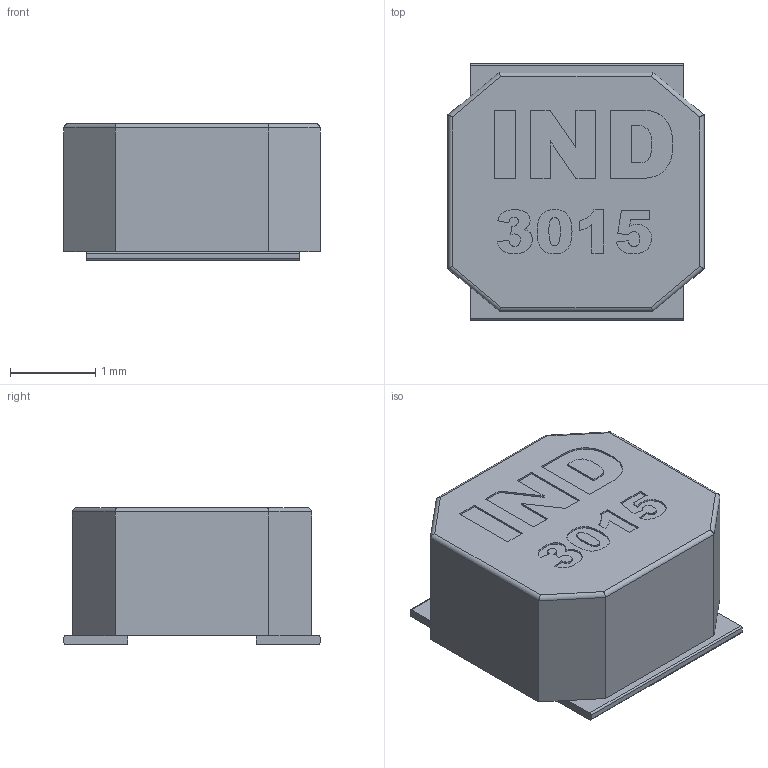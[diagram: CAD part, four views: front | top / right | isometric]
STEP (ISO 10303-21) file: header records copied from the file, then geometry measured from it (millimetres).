
FILE_DESCRIPTION(/* description */ (''),/* implementation_level */ '2;1');
FILE_NAME(/* name */ '3015电感.step',/* time_stamp */ '2022-05-27T10:54:00+08:00',/* author */ (''),/* organization */ (''),/* preprocessor_version */ 'ST-DEVELOPER v19',/* originating_system */ 'Autodesk Translation Framework v11.7.0.108',/* authorisation */ '');
FILE_SCHEMA (('AUTOMOTIVE_DESIGN { 1 0 10303 214 3 1 1 }'));
Length unit declared in the file: millimetre
Products named in the file (1): 3015电感
Bounding box: 3 x 3 x 1.6 mm (x, y, z)
Volume: 12 mm3; surface area: 40 mm2
Topology: 3 solids, 3 shells, 165 faces, 442 edges, 292 vertices
Faces by surface type: bspline 87, plane 66, cylinder 12
Entity records: 5977 total; most frequent: CARTESIAN_POINT 2379, ORIENTED_EDGE 884, EDGE_CURVE 442, DIRECTION 442, VERTEX_POINT 292, LINE 252, VECTOR 252, B_SPLINE_CURVE_WITH_KNOTS 174
